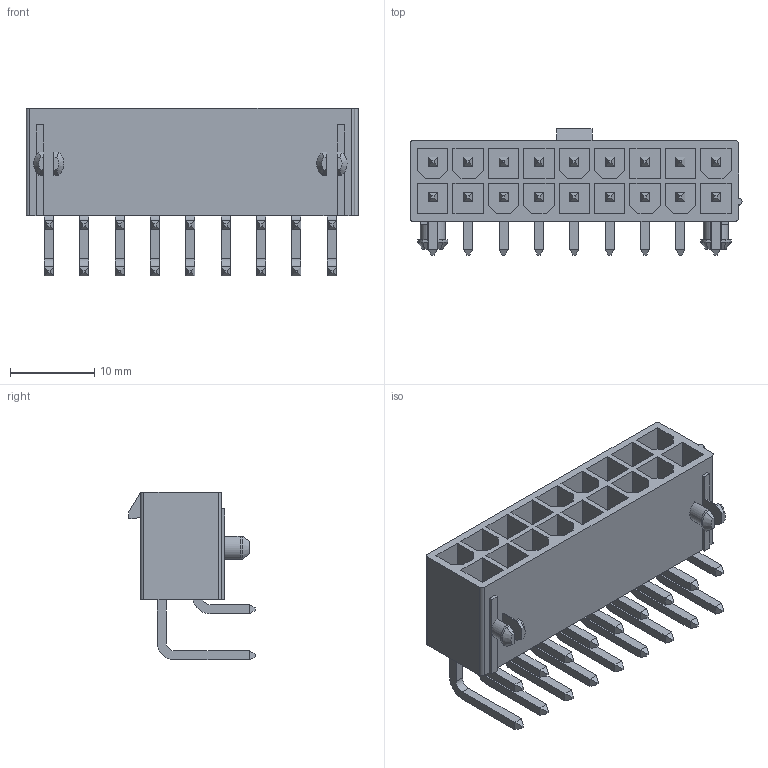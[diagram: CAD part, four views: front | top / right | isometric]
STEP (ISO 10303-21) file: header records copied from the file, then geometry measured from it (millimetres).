
FILE_DESCRIPTION((''),'2;1');
FILE_NAME('039301180','2019-12-25T',('gga'),(''),'PRO/ENGINEER BY PARAMETRIC TECHNOLOGY CORPORATION, 2016010','PRO/ENGINEER BY PARAMETRIC TECHNOLOGY CORPORATION, 2016010','');
FILE_SCHEMA(('CONFIG_CONTROL_DESIGN'));
Length unit declared in the file: millimetre
Products named in the file (1): 039301180
Bounding box: 39.4 x 15 x 19.93 mm (x, y, z)
Volume: 3131.2 mm3; surface area: 5647.9 mm2
Topology: 1 solids, 1 shells, 551 faces, 1357 edges, 866 vertices
Faces by surface type: plane 498, cylinder 49, cone 4
Entity records: 15838 total; most frequent: CARTESIAN_POINT 2747, ORIENTED_EDGE 2630, DIRECTION 2597, EDGE_CURVE 1315, VECTOR 1205, LINE 1205, VERTEX_POINT 822, AXIS2_PLACEMENT_3D 696
